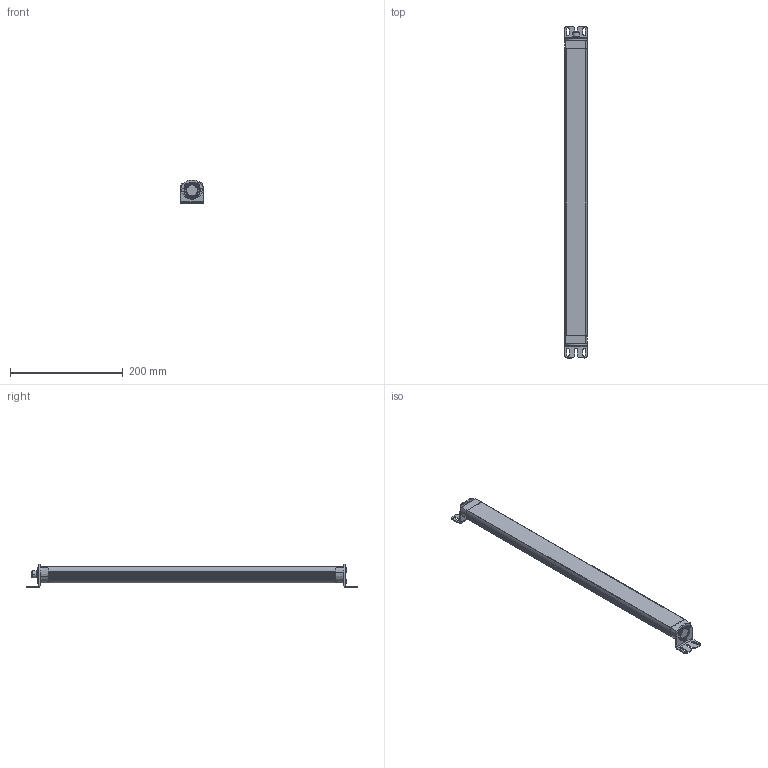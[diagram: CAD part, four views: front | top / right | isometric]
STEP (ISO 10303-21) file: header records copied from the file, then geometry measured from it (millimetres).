
FILE_DESCRIPTION(('CATIA V5 STEP Exchange','CAx-IF Rec.Pracs.--- Model Styling and Organization---1.4--- 2014-01-23'),'2;1');
FILE_NAME ('1483002-1_0', '2022-11-04T06:10:26+00:00', ('none'), ('Weidmueller'), 'CATIA Version 5-6 Release 2016 SP3 HF44', 'CATIA V5 STEP AP214', 'none');
FILE_SCHEMA(('AUTOMOTIVE_DESIGN { 1 0 10303 214 1 1 1 1 }'));
Length unit declared in the file: millimetre
Products named in the file (1): 2899250000
Bounding box: 40.11 x 590 x 42 mm (x, y, z)
Volume: 483418.7 mm3; surface area: 130369.1 mm2
Topology: 9 solids, 9 shells, 1122 faces, 3325 edges, 2192 vertices
Faces by surface type: cylinder 491, plane 352, cone 170, bspline 55, torus 38, sphere 16
Entity records: 39628 total; most frequent: CARTESIAN_POINT 11530, ORIENTED_EDGE 6602, DIRECTION 4564, EDGE_CURVE 3301, AXIS2_PLACEMENT_3D 2428, VERTEX_POINT 2192, CIRCLE 1389, EDGE_LOOP 1191
